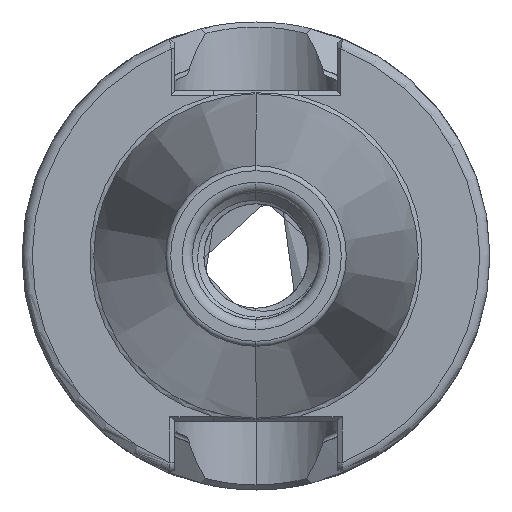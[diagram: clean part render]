
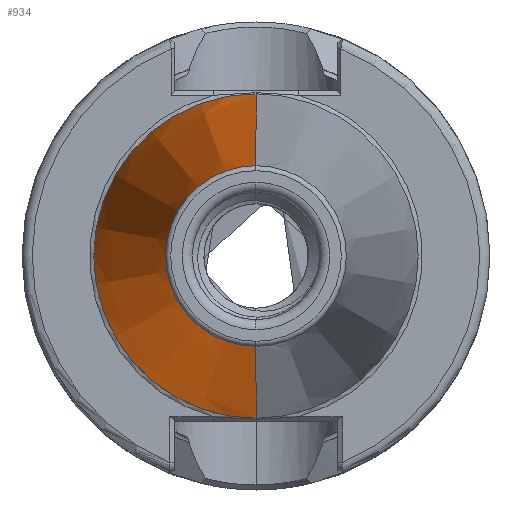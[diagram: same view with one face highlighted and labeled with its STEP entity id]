
A CAD part, left-side view. The second image highlights one B-rep face of the part: STEP entity #934.
In plain terms, the highlighted conical face has half-angle 8.297 degrees and reference radius 15.948 mm.
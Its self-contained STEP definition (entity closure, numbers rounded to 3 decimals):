
#934 = ADVANCED_FACE ( 'NONE', ( #6345 ), #6434, .T. ) ;
#5406 = AXIS2_PLACEMENT_3D ( 'NONE', #11712, #11720, #11695 ) ;
#5448 = AXIS2_PLACEMENT_3D ( 'NONE', #11850, #11871, #11876 ) ;
#5453 = AXIS2_PLACEMENT_3D ( 'NONE', #12282, #12271, #12300 ) ;
#6345 = FACE_OUTER_BOUND ( 'NONE', #9667, .T. ) ;
#6407 = VECTOR ( 'NONE', #10681, 1000. ) ;
#6431 = LINE ( 'NONE', #10634, #6407 ) ;
#6434 = CONICAL_SURFACE ( 'NONE', #5406, 15.948, 0.145 ) ;
#6458 = VECTOR ( 'NONE', #12058, 1000. ) ;
#6468 = LINE ( 'NONE', #12057, #6458 ) ;
#6522 = CIRCLE ( 'NONE', #5453, 8.879 ) ;
#6525 = CIRCLE ( 'NONE', #5448, 15.948 ) ;
#8154 = EDGE_CURVE ( 'NONE', #16144, #16223, #6431, .T. ) ;
#8194 = EDGE_CURVE ( 'NONE', #16217, #16140, #6468, .T. ) ;
#8235 = EDGE_CURVE ( 'NONE', #16144, #16217, #6522, .T. ) ;
#8247 = EDGE_CURVE ( 'NONE', #16223, #16140, #6525, .T. ) ;
#9667 = EDGE_LOOP ( 'NONE', ( #9857, #9763, #9873, #9795 ) ) ;
#9763 = ORIENTED_EDGE ( 'NONE', *, *, #8194, .T. ) ;
#9795 = ORIENTED_EDGE ( 'NONE', *, *, #8154, .F. ) ;
#9857 = ORIENTED_EDGE ( 'NONE', *, *, #8235, .T. ) ;
#9873 = ORIENTED_EDGE ( 'NONE', *, *, #8247, .F. ) ;
#10634 = CARTESIAN_POINT ( 'NONE',  ( -1.5, 0., -15.948 ) ) ;
#10681 = DIRECTION ( 'NONE',  ( 0.99, 0., -0.144 ) ) ;
#11695 = DIRECTION ( 'NONE',  ( 0., 0., -1. ) ) ;
#11712 = CARTESIAN_POINT ( 'NONE',  ( -1.5, 0., 0. ) ) ;
#11720 = DIRECTION ( 'NONE',  ( 1., 0., 0. ) ) ;
#11850 = CARTESIAN_POINT ( 'NONE',  ( -1.5, 0., 0. ) ) ;
#11871 = DIRECTION ( 'NONE',  ( 1., 0., 0. ) ) ;
#11876 = DIRECTION ( 'NONE',  ( 0., 0., -1. ) ) ;
#12057 = CARTESIAN_POINT ( 'NONE',  ( -1.5, 0., 15.948 ) ) ;
#12058 = DIRECTION ( 'NONE',  ( 0.99, 0., 0.144 ) ) ;
#12271 = DIRECTION ( 'NONE',  ( 1., 0., 0. ) ) ;
#12282 = CARTESIAN_POINT ( 'NONE',  ( -49.972, 0., 0. ) ) ;
#12300 = DIRECTION ( 'NONE',  ( 0., 0., -1. ) ) ;
#15221 = CARTESIAN_POINT ( 'NONE',  ( -49.972, 0., -8.879 ) ) ;
#15252 = CARTESIAN_POINT ( 'NONE',  ( -1.5, 0., 15.948 ) ) ;
#15308 = CARTESIAN_POINT ( 'NONE',  ( -49.972, 0., 8.879 ) ) ;
#15314 = CARTESIAN_POINT ( 'NONE',  ( -1.5, 0., -15.948 ) ) ;
#16140 = VERTEX_POINT ( 'NONE', #15252 ) ;
#16144 = VERTEX_POINT ( 'NONE', #15221 ) ;
#16217 = VERTEX_POINT ( 'NONE', #15308 ) ;
#16223 = VERTEX_POINT ( 'NONE', #15314 ) ;
